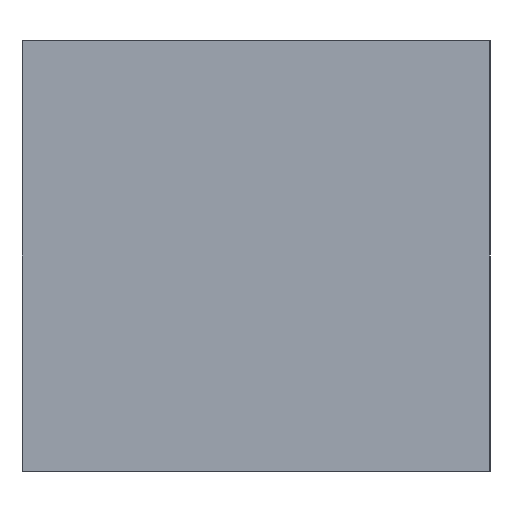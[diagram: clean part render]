
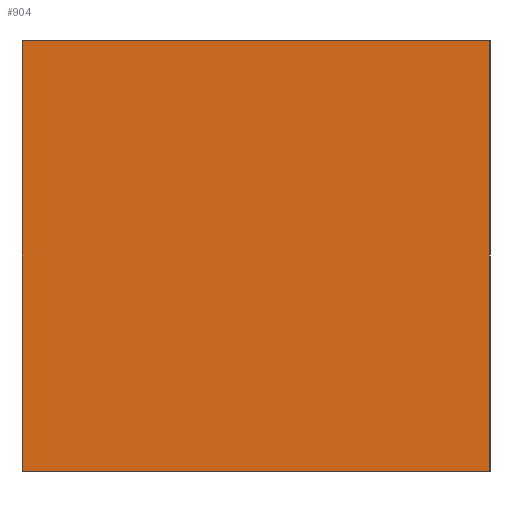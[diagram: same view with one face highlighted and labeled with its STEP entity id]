
A CAD part, left-side view. The second image highlights one B-rep face of the part: STEP entity #904.
In plain terms, the highlighted planar face has unit normal (-1, 0, 0).
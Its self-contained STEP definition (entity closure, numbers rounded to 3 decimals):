
#904=ADVANCED_FACE('',(#910),#905,.F.);
#905=PLANE('',#906);
#906=AXIS2_PLACEMENT_3D('',#907,#908,#909);
#907=CARTESIAN_POINT('Origin',(-0.876,0.483,0.0));
#908=DIRECTION('center_axis',(1.0,0.0,0.0));
#909=DIRECTION('ref_axis',(0.,0.,1.));
#910=FACE_OUTER_BOUND('',#911,.T.);
#911=EDGE_LOOP('',(#912,#922,#932,#942));
#912=ORIENTED_EDGE('',*,*,#913,.F.);
#913=EDGE_CURVE('',#914,#916,#918,.T.);
#914=VERTEX_POINT('',#915);
#915=CARTESIAN_POINT('',(-0.876,-0.483,0.0));
#916=VERTEX_POINT('',#917);
#917=CARTESIAN_POINT('',(-0.876,0.483,0.0));
#918=LINE('',#919,#920);
#919=CARTESIAN_POINT('',(-0.876,-0.483,0.0));
#920=VECTOR('',#921,0.965);
#921=DIRECTION('',(0.0,1.0,0.0));
#922=ORIENTED_EDGE('',*,*,#923,.F.);
#923=EDGE_CURVE('',#924,#926,#928,.T.);
#924=VERTEX_POINT('',#925);
#925=CARTESIAN_POINT('',(-0.876,-0.483,0.889));
#926=VERTEX_POINT('',#915);
#928=LINE('',#929,#930);
#929=CARTESIAN_POINT('',(-0.876,-0.483,0.889));
#930=VECTOR('',#931,0.889);
#931=DIRECTION('',(0.0,0.0,-1.0));
#932=ORIENTED_EDGE('',*,*,#933,.F.);
#933=EDGE_CURVE('',#934,#936,#938,.T.);
#934=VERTEX_POINT('',#935);
#935=CARTESIAN_POINT('',(-0.876,0.483,0.889));
#936=VERTEX_POINT('',#925);
#938=LINE('',#939,#940);
#939=CARTESIAN_POINT('',(-0.876,0.483,0.889));
#940=VECTOR('',#941,0.965);
#941=DIRECTION('',(0.0,-1.0,0.0));
#942=ORIENTED_EDGE('',*,*,#943,.F.);
#943=EDGE_CURVE('',#944,#946,#948,.T.);
#944=VERTEX_POINT('',#917);
#946=VERTEX_POINT('',#935);
#948=LINE('',#949,#950);
#949=CARTESIAN_POINT('',(-0.876,0.483,0.0));
#950=VECTOR('',#951,0.889);
#951=DIRECTION('',(0.0,0.0,1.0));
